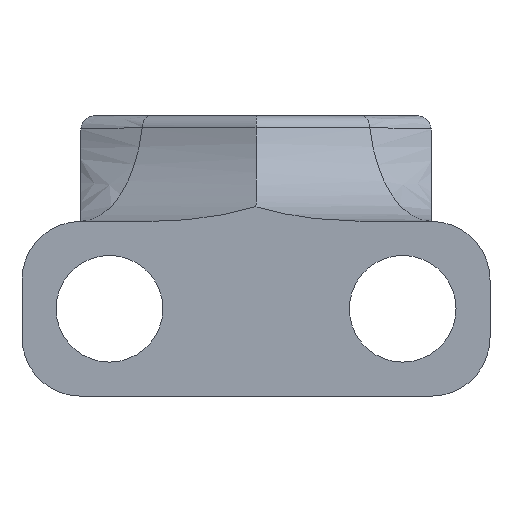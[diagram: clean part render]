
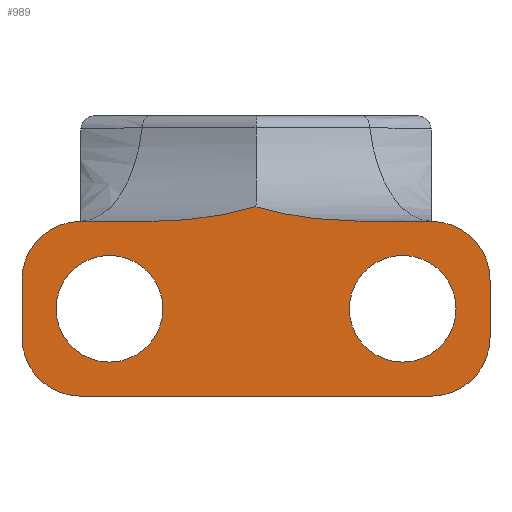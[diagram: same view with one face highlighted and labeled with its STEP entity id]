
A CAD part, front view. The second image highlights one B-rep face of the part: STEP entity #989.
In plain terms, the highlighted planar face has unit normal (0, -1, 0).
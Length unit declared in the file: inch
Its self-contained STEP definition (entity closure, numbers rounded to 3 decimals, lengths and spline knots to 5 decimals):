
#32=ELLIPSE('',#1074,0.37361,0.2);
#34=ELLIPSE('',#1077,0.37361,0.2);
#82=FACE_BOUND('',#224,.T.);
#83=FACE_BOUND('',#225,.T.);
#112=CIRCLE('',#1089,0.1);
#113=CIRCLE('',#1090,0.1);
#114=CIRCLE('',#1091,0.1);
#115=CIRCLE('',#1092,0.1);
#116=CIRCLE('',#1093,0.091);
#117=CIRCLE('',#1094,0.091);
#162=FACE_OUTER_BOUND('',#223,.T.);
#223=EDGE_LOOP('',(#796,#797,#798,#799,#800,#801,#802,#803,#804,#805,#806));
#224=EDGE_LOOP('',(#807));
#225=EDGE_LOOP('',(#808));
#291=LINE('',#1796,#367);
#294=LINE('',#1801,#370);
#295=LINE('',#1806,#371);
#296=LINE('',#1810,#372);
#297=LINE('',#1814,#373);
#367=VECTOR('',#1285,0.3937);
#370=VECTOR('',#1290,0.3937);
#371=VECTOR('',#1295,0.3937);
#372=VECTOR('',#1298,0.3937);
#373=VECTOR('',#1301,0.3937);
#451=VERTEX_POINT('',#1694);
#452=VERTEX_POINT('',#1696);
#453=VERTEX_POINT('',#1700);
#467=VERTEX_POINT('',#1795);
#468=VERTEX_POINT('',#1799);
#469=VERTEX_POINT('',#1803);
#470=VERTEX_POINT('',#1805);
#471=VERTEX_POINT('',#1807);
#472=VERTEX_POINT('',#1809);
#473=VERTEX_POINT('',#1811);
#474=VERTEX_POINT('',#1813);
#475=VERTEX_POINT('',#1816);
#476=VERTEX_POINT('',#1818);
#565=EDGE_CURVE('',#451,#452,#32,.F.);
#567=EDGE_CURVE('',#452,#453,#34,.F.);
#584=EDGE_CURVE('',#453,#467,#291,.T.);
#587=EDGE_CURVE('',#468,#451,#294,.T.);
#588=EDGE_CURVE('',#468,#469,#112,.T.);
#589=EDGE_CURVE('',#469,#470,#295,.T.);
#590=EDGE_CURVE('',#470,#471,#113,.T.);
#591=EDGE_CURVE('',#471,#472,#296,.T.);
#592=EDGE_CURVE('',#472,#473,#114,.T.);
#593=EDGE_CURVE('',#473,#474,#297,.T.);
#594=EDGE_CURVE('',#474,#467,#115,.T.);
#595=EDGE_CURVE('',#475,#475,#116,.T.);
#596=EDGE_CURVE('',#476,#476,#117,.T.);
#796=ORIENTED_EDGE('',*,*,#587,.F.);
#797=ORIENTED_EDGE('',*,*,#588,.T.);
#798=ORIENTED_EDGE('',*,*,#589,.T.);
#799=ORIENTED_EDGE('',*,*,#590,.T.);
#800=ORIENTED_EDGE('',*,*,#591,.T.);
#801=ORIENTED_EDGE('',*,*,#592,.T.);
#802=ORIENTED_EDGE('',*,*,#593,.T.);
#803=ORIENTED_EDGE('',*,*,#594,.T.);
#804=ORIENTED_EDGE('',*,*,#584,.F.);
#805=ORIENTED_EDGE('',*,*,#567,.F.);
#806=ORIENTED_EDGE('',*,*,#565,.F.);
#807=ORIENTED_EDGE('',*,*,#595,.T.);
#808=ORIENTED_EDGE('',*,*,#596,.T.);
#945=PLANE('',#1088);
#989=ADVANCED_FACE('',(#162,#82,#83),#945,.T.);
#1074=AXIS2_PLACEMENT_3D('',#1697,#1252,#1253);
#1077=AXIS2_PLACEMENT_3D('',#1701,#1258,#1259);
#1088=AXIS2_PLACEMENT_3D('',#1802,#1291,#1292);
#1089=AXIS2_PLACEMENT_3D('',#1804,#1293,#1294);
#1090=AXIS2_PLACEMENT_3D('',#1808,#1296,#1297);
#1091=AXIS2_PLACEMENT_3D('',#1812,#1299,#1300);
#1092=AXIS2_PLACEMENT_3D('',#1815,#1302,#1303);
#1093=AXIS2_PLACEMENT_3D('',#1817,#1304,#1305);
#1094=AXIS2_PLACEMENT_3D('',#1819,#1306,#1307);
#1252=DIRECTION('center_axis',(0.,1.,0.));
#1253=DIRECTION('ref_axis',(1.,0.,0.));
#1258=DIRECTION('center_axis',(0.,1.,0.));
#1259=DIRECTION('ref_axis',(-1.,0.,0.));
#1285=DIRECTION('',(1.,0.,0.));
#1290=DIRECTION('',(1.,0.,0.));
#1291=DIRECTION('center_axis',(0.,-1.,0.));
#1292=DIRECTION('ref_axis',(1.,0.,0.));
#1293=DIRECTION('center_axis',(0.,-1.,0.));
#1294=DIRECTION('ref_axis',(-0.707,0.,0.707));
#1295=DIRECTION('',(0.,0.,-1.));
#1296=DIRECTION('center_axis',(0.,-1.,0.));
#1297=DIRECTION('ref_axis',(-0.707,0.,-0.707));
#1298=DIRECTION('',(1.,0.,0.));
#1299=DIRECTION('center_axis',(0.,-1.,0.));
#1300=DIRECTION('ref_axis',(0.707,0.,-0.707));
#1301=DIRECTION('',(0.,0.,1.));
#1302=DIRECTION('center_axis',(0.,-1.,0.));
#1303=DIRECTION('ref_axis',(0.707,0.,0.707));
#1304=DIRECTION('center_axis',(0.,1.,0.));
#1305=DIRECTION('ref_axis',(1.,0.,0.));
#1306=DIRECTION('center_axis',(0.,1.,0.));
#1307=DIRECTION('ref_axis',(1.,0.,0.));
#1694=CARTESIAN_POINT('',(0.42018,0.,-0.42357));
#1696=CARTESIAN_POINT('',(0.601,0.,-0.39859));
#1697=CARTESIAN_POINT('Origin',(0.42018,0.,-0.22357));
#1700=CARTESIAN_POINT('',(0.78182,0.,-0.42357));
#1701=CARTESIAN_POINT('Origin',(0.78182,0.,-0.22357));
#1795=CARTESIAN_POINT('',(0.9,0.,-0.42357));
#1796=CARTESIAN_POINT('',(0.601,0.,-0.42357));
#1799=CARTESIAN_POINT('',(0.302,0.,-0.42357));
#1801=CARTESIAN_POINT('',(0.601,0.,-0.42357));
#1802=CARTESIAN_POINT('Origin',(0.601,0.,-0.57257));
#1803=CARTESIAN_POINT('',(0.202,0.,-0.52357));
#1804=CARTESIAN_POINT('Origin',(0.302,0.,-0.52357));
#1805=CARTESIAN_POINT('',(0.202,0.,-0.62157));
#1806=CARTESIAN_POINT('',(0.202,0.,-0.42357));
#1807=CARTESIAN_POINT('',(0.302,0.,-0.72157));
#1808=CARTESIAN_POINT('Origin',(0.302,0.,-0.62157));
#1809=CARTESIAN_POINT('',(0.9,0.,-0.72157));
#1810=CARTESIAN_POINT('',(0.202,0.,-0.72157));
#1811=CARTESIAN_POINT('',(1.,0.,-0.62157));
#1812=CARTESIAN_POINT('Origin',(0.9,0.,-0.62157));
#1813=CARTESIAN_POINT('',(1.,0.,-0.52357));
#1814=CARTESIAN_POINT('',(1.,0.,-0.72157));
#1815=CARTESIAN_POINT('Origin',(0.9,0.,-0.52357));
#1816=CARTESIAN_POINT('',(0.26011,0.,-0.57257));
#1817=CARTESIAN_POINT('Origin',(0.35111,0.,-0.57257));
#1818=CARTESIAN_POINT('',(0.76011,0.,-0.57257));
#1819=CARTESIAN_POINT('Origin',(0.85111,0.,-0.57257));
